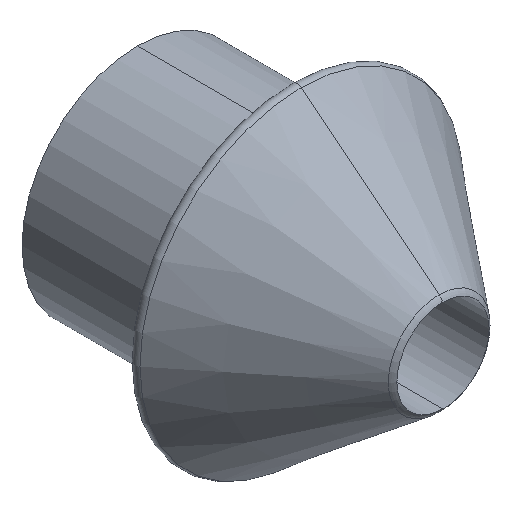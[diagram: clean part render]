
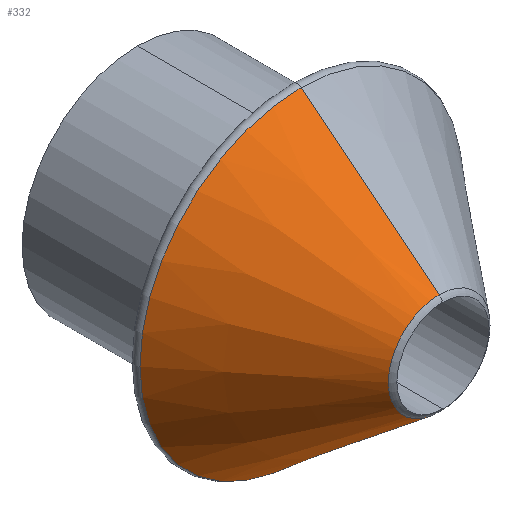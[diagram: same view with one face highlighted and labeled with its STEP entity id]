
A CAD part, isometric view. The second image highlights one B-rep face of the part: STEP entity #332.
In plain terms, the highlighted conical face has half-angle 38.66 degrees and reference radius 5.24 mm.
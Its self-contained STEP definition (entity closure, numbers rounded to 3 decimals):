
#10 = CARTESIAN_POINT ( 'NONE',  ( 0., -0.325, 0. ) ) ;
#15 = DIRECTION ( 'NONE',  ( 0., 1., 0. ) ) ;
#18 = FACE_OUTER_BOUND ( 'NONE', #79, .T. ) ;
#19 = ORIENTED_EDGE ( 'NONE', *, *, #125, .T. ) ;
#30 = AXIS2_PLACEMENT_3D ( 'NONE', #300, #163, #297 ) ;
#35 = EDGE_CURVE ( 'NONE', #354, #376, #193, .T. ) ;
#38 = AXIS2_PLACEMENT_3D ( 'NONE', #390, #119, #363 ) ;
#44 = DIRECTION ( 'NONE',  ( 0., 0., 1. ) ) ;
#79 = EDGE_LOOP ( 'NONE', ( #197, #82, #19, #111 ) ) ;
#82 = ORIENTED_EDGE ( 'NONE', *, *, #324, .F. ) ;
#94 = VECTOR ( 'NONE', #350, 1000. ) ;
#111 = ORIENTED_EDGE ( 'NONE', *, *, #35, .T. ) ;
#119 = DIRECTION ( 'NONE',  ( 0., -1., 0. ) ) ;
#125 = EDGE_CURVE ( 'NONE', #268, #354, #157, .T. ) ;
#151 = CIRCLE ( 'NONE', #30, 1.65 ) ;
#157 = LINE ( 'NONE', #160, #94 ) ;
#160 = CARTESIAN_POINT ( 'NONE',  ( 0., -0.325, 5.24 ) ) ;
#163 = DIRECTION ( 'NONE',  ( 0., -1., 0. ) ) ;
#191 = CARTESIAN_POINT ( 'NONE',  ( 0., -0.325, -5.24 ) ) ;
#193 = CIRCLE ( 'NONE', #38, 5.24 ) ;
#197 = ORIENTED_EDGE ( 'NONE', *, *, #352, .F. ) ;
#227 = CARTESIAN_POINT ( 'NONE',  ( 0., -0.325, -5.24 ) ) ;
#237 = AXIS2_PLACEMENT_3D ( 'NONE', #10, #15, #44 ) ;
#268 = VERTEX_POINT ( 'NONE', #356 ) ;
#271 = CARTESIAN_POINT ( 'NONE',  ( 0., -4.812, -1.65 ) ) ;
#291 = CARTESIAN_POINT ( 'NONE',  ( 0., -0.325, 5.24 ) ) ;
#297 = DIRECTION ( 'NONE',  ( 0., 0., -1. ) ) ;
#300 = CARTESIAN_POINT ( 'NONE',  ( 0., -4.812, 0. ) ) ;
#319 = DIRECTION ( 'NONE',  ( 0., 0.781, -0.625 ) ) ;
#322 = VERTEX_POINT ( 'NONE', #271 ) ;
#324 = EDGE_CURVE ( 'NONE', #268, #322, #151, .T. ) ;
#332 = ADVANCED_FACE ( 'NONE', ( #18 ), #359, .T. ) ;
#336 = VECTOR ( 'NONE', #319, 1000. ) ;
#350 = DIRECTION ( 'NONE',  ( 0., 0.781, 0.625 ) ) ;
#352 = EDGE_CURVE ( 'NONE', #322, #376, #361, .T. ) ;
#354 = VERTEX_POINT ( 'NONE', #291 ) ;
#356 = CARTESIAN_POINT ( 'NONE',  ( 0., -4.812, 1.65 ) ) ;
#359 = CONICAL_SURFACE ( 'NONE', #237, 5.24, 0.675 ) ;
#361 = LINE ( 'NONE', #191, #336 ) ;
#363 = DIRECTION ( 'NONE',  ( 0., 0., -1. ) ) ;
#376 = VERTEX_POINT ( 'NONE', #227 ) ;
#390 = CARTESIAN_POINT ( 'NONE',  ( 0., -0.325, 0. ) ) ;
